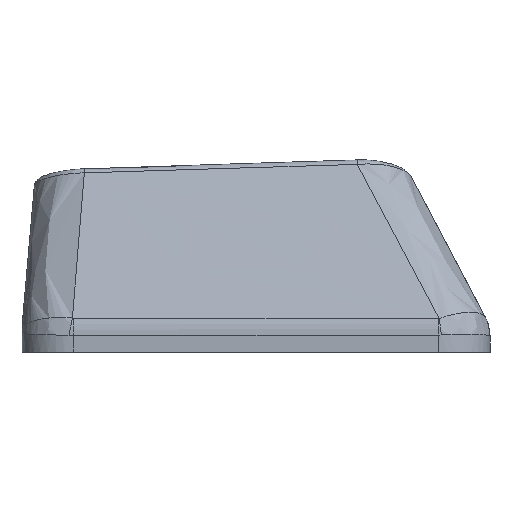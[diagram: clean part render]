
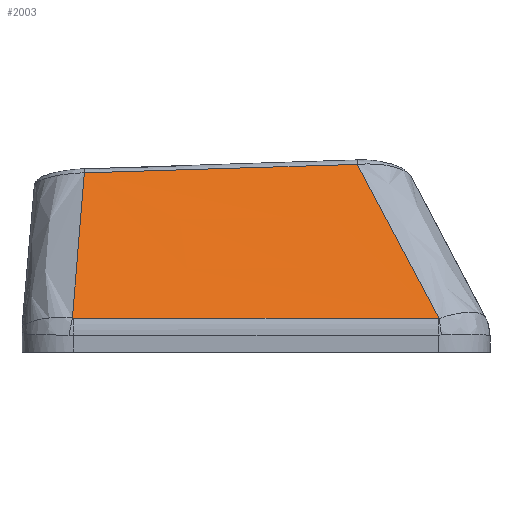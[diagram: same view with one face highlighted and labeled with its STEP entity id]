
A CAD part, left-side view. The second image highlights one B-rep face of the part: STEP entity #2003.
In plain terms, the highlighted free-form (B-spline) face has degree [3, 3] with [4, 4] control points.
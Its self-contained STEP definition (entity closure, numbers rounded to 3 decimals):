
#283=FACE_OUTER_BOUND('',#383,.T.);
#383=EDGE_LOOP('',(#1729,#1730,#1731,#1732,#1733,#1734));
#573=B_SPLINE_CURVE_WITH_KNOTS('',3,(#4486,#4487,#4488,#4489),
 .UNSPECIFIED.,.F.,.F.,(4,4),(0.,0.003),.UNSPECIFIED.);
#574=B_SPLINE_CURVE_WITH_KNOTS('',3,(#4507,#4508,#4509,#4510),
 .UNSPECIFIED.,.F.,.F.,(4,4),(-1.416,0.),.UNSPECIFIED.);
#577=B_SPLINE_CURVE_WITH_KNOTS('',3,(#4540,#4541,#4542,#4543),
 .UNSPECIFIED.,.F.,.F.,(4,4),(0.,0.004),
 .UNSPECIFIED.);
#588=B_SPLINE_CURVE_WITH_KNOTS('',3,(#4776,#4777,#4778,#4779),
 .UNSPECIFIED.,.F.,.F.,(4,4),(0.033,0.767),
 .UNSPECIFIED.);
#618=B_SPLINE_CURVE_WITH_KNOTS('',3,(#5332,#5333,#5334,#5335),
 .UNSPECIFIED.,.F.,.F.,(4,4),(0.,1.059),.UNSPECIFIED.);
#621=B_SPLINE_CURVE_WITH_KNOTS('',3,(#5408,#5409,#5410,#5411),
 .UNSPECIFIED.,.F.,.F.,(4,4),(-0.658,-0.025),
 .UNSPECIFIED.);
#811=VERTEX_POINT('',#4448);
#813=VERTEX_POINT('',#4479);
#815=VERTEX_POINT('',#4506);
#817=VERTEX_POINT('',#4533);
#833=VERTEX_POINT('',#4770);
#873=VERTEX_POINT('',#5330);
#1081=EDGE_CURVE('',#811,#813,#573,.T.);
#1082=EDGE_CURVE('',#813,#815,#574,.T.);
#1087=EDGE_CURVE('',#815,#817,#577,.T.);
#1113=EDGE_CURVE('',#833,#811,#588,.T.);
#1176=EDGE_CURVE('',#873,#833,#618,.T.);
#1180=EDGE_CURVE('',#817,#873,#621,.T.);
#1729=ORIENTED_EDGE('',*,*,#1081,.F.);
#1730=ORIENTED_EDGE('',*,*,#1113,.F.);
#1731=ORIENTED_EDGE('',*,*,#1176,.F.);
#1732=ORIENTED_EDGE('',*,*,#1180,.F.);
#1733=ORIENTED_EDGE('',*,*,#1087,.F.);
#1734=ORIENTED_EDGE('',*,*,#1082,.F.);
#1932=B_SPLINE_SURFACE_WITH_KNOTS('',3,3,((#5392,#5393,#5394,#5395),(#5396,
#5397,#5398,#5399),(#5400,#5401,#5402,#5403),(#5404,#5405,#5406,#5407)),
 .UNSPECIFIED.,.F.,.F.,.F.,(4,4),(4,4),(0.107,0.899),
(0.036,0.954),.UNSPECIFIED.);
#2003=ADVANCED_FACE('',(#283),#1932,.F.);
#4448=CARTESIAN_POINT('',(-8.935,-7.108,0.306));
#4479=CARTESIAN_POINT('',(-8.936,-7.08,0.305));
#4486=CARTESIAN_POINT('Ctrl Pts',(-8.935,-7.108,0.306));
#4487=CARTESIAN_POINT('Ctrl Pts',(-8.936,-7.099,0.305));
#4488=CARTESIAN_POINT('Ctrl Pts',(-8.936,-7.089,0.305));
#4489=CARTESIAN_POINT('Ctrl Pts',(-8.936,-7.08,0.305));
#4506=CARTESIAN_POINT('',(-8.92,7.081,0.319));
#4507=CARTESIAN_POINT('Ctrl Pts',(-8.936,-7.08,0.305));
#4508=CARTESIAN_POINT('Ctrl Pts',(-8.931,-2.359,0.309));
#4509=CARTESIAN_POINT('Ctrl Pts',(-8.926,2.361,0.314));
#4510=CARTESIAN_POINT('Ctrl Pts',(-8.92,7.081,0.319));
#4533=CARTESIAN_POINT('',(-8.918,7.125,0.322));
#4540=CARTESIAN_POINT('Ctrl Pts',(-8.92,7.081,0.319));
#4541=CARTESIAN_POINT('Ctrl Pts',(-8.92,7.096,0.319));
#4542=CARTESIAN_POINT('Ctrl Pts',(-8.919,7.111,0.32));
#4543=CARTESIAN_POINT('Ctrl Pts',(-8.918,7.125,0.322));
#4770=CARTESIAN_POINT('',(-6.097,-3.928,6.285));
#4776=CARTESIAN_POINT('Ctrl Pts',(-6.097,-3.928,6.285));
#4777=CARTESIAN_POINT('Ctrl Pts',(-7.045,-4.99,4.294));
#4778=CARTESIAN_POINT('Ctrl Pts',(-7.991,-6.05,2.3));
#4779=CARTESIAN_POINT('Ctrl Pts',(-8.935,-7.108,0.306));
#5330=CARTESIAN_POINT('',(-6.081,6.661,5.956));
#5332=CARTESIAN_POINT('Ctrl Pts',(-6.081,6.661,5.956));
#5333=CARTESIAN_POINT('Ctrl Pts',(-6.086,3.132,6.067));
#5334=CARTESIAN_POINT('Ctrl Pts',(-6.092,-0.398,
6.177));
#5335=CARTESIAN_POINT('Ctrl Pts',(-6.097,-3.928,6.285));
#5392=CARTESIAN_POINT('Ctrl Pts',(-6.081,7.031,5.944));
#5393=CARTESIAN_POINT('Ctrl Pts',(-7.033,7.062,4.058));
#5394=CARTESIAN_POINT('Ctrl Pts',(-7.984,7.094,2.172));
#5395=CARTESIAN_POINT('Ctrl Pts',(-8.936,7.125,0.286));
#5396=CARTESIAN_POINT('Ctrl Pts',(-6.081,3.26,6.073));
#5397=CARTESIAN_POINT('Ctrl Pts',(-7.033,2.967,4.146));
#5398=CARTESIAN_POINT('Ctrl Pts',(-7.984,2.674,2.219));
#5399=CARTESIAN_POINT('Ctrl Pts',(-8.936,2.381,0.292));
#5400=CARTESIAN_POINT('Ctrl Pts',(-6.081,-0.511,
6.203));
#5401=CARTESIAN_POINT('Ctrl Pts',(-7.033,-1.129,4.235));
#5402=CARTESIAN_POINT('Ctrl Pts',(-7.984,-1.747,2.266));
#5403=CARTESIAN_POINT('Ctrl Pts',(-8.936,-2.364,0.298));
#5404=CARTESIAN_POINT('Ctrl Pts',(-6.081,-4.282,6.332));
#5405=CARTESIAN_POINT('Ctrl Pts',(-7.033,-5.225,4.323));
#5406=CARTESIAN_POINT('Ctrl Pts',(-7.984,-6.167,2.314));
#5407=CARTESIAN_POINT('Ctrl Pts',(-8.936,-7.109,0.305));
#5408=CARTESIAN_POINT('Ctrl Pts',(-8.918,7.125,0.322));
#5409=CARTESIAN_POINT('Ctrl Pts',(-7.97,6.968,2.2));
#5410=CARTESIAN_POINT('Ctrl Pts',(-7.024,6.813,4.078));
#5411=CARTESIAN_POINT('Ctrl Pts',(-6.081,6.661,5.956));
